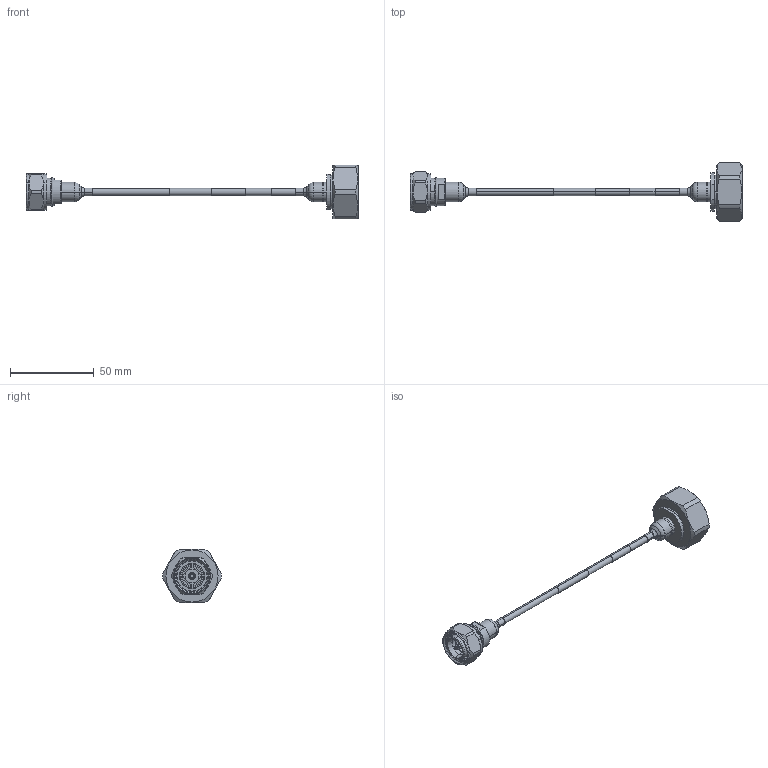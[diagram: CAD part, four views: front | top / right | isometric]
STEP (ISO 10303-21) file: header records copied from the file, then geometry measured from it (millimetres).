
FILE_DESCRIPTION (( 'STEP AP214' ), '1' );
FILE_NAME ('FMCA2486_3D.step', '2024-06-12T21:36:03', ( '' ), ( '' ), 'SwSTEP 2.0', 'SolidWorks 2022', '' );
FILE_SCHEMA (( 'AUTOMOTIVE_DESIGN' ));
Length unit declared in the file: inch
Products named in the file (5): TC-402-4310M-LP-PE_no parts; TC-402-716M-LP-PE; TFT-5G-402^FMCA2486_LABEL PE+FM; FMCA2486_3D; HEAT SHRINK^FMCA2486_1.5
Assembly tree (5 placements, depth 2):
  FMCA2486_3D
    TFT-5G-402^FMCA2486_LABEL PE+FM
    HEAT SHRINK^FMCA2486_1.5  x2
    TC-402-716M-LP-PE
    TC-402-4310M-LP-PE_no parts
Bounding box: 198.59 x 35.23 x 31.86 mm (x, y, z)
Volume: 18973.7 mm3; surface area: 15128.5 mm2
Topology: 8 solids, 8 shells, 323 faces, 674 edges, 396 vertices
Faces by surface type: cylinder 126, cone 88, plane 65, torus 44
Entity records: 8883 total; most frequent: CARTESIAN_POINT 1893, DIRECTION 1560, ORIENTED_EDGE 1260, AXIS2_PLACEMENT_3D 665, EDGE_CURVE 630, VERTEX_POINT 372, CIRCLE 356, EDGE_LOOP 336
